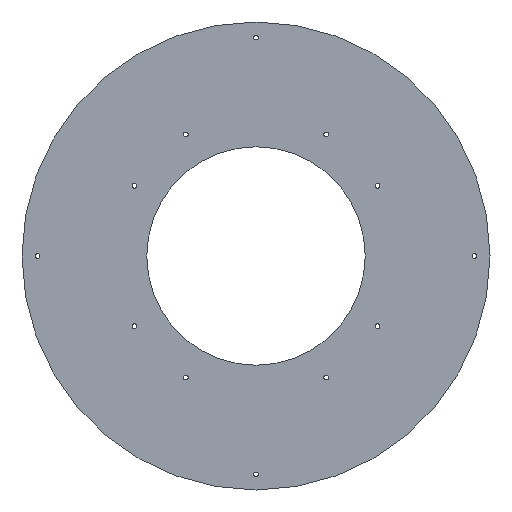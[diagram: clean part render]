
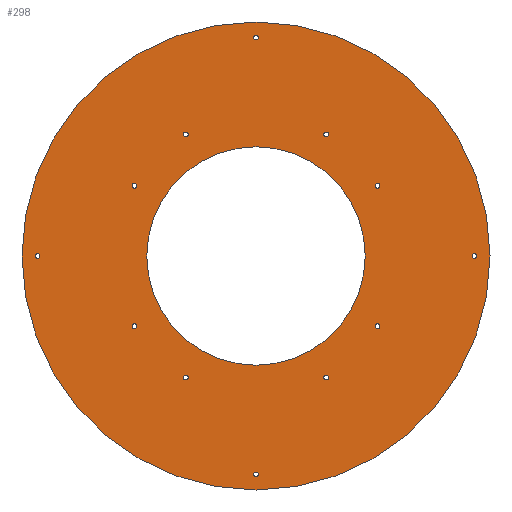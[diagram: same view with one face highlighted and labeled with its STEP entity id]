
A CAD part, front view. The second image highlights one B-rep face of the part: STEP entity #298.
In plain terms, the highlighted planar face has unit normal (0, -1, 0).
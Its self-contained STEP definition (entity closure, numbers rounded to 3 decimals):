
#16=PLANE('',#344);
#44=FACE_BOUND('',#116,.T.);
#45=FACE_BOUND('',#117,.T.);
#46=FACE_BOUND('',#118,.T.);
#47=FACE_BOUND('',#119,.T.);
#48=FACE_BOUND('',#120,.T.);
#49=FACE_BOUND('',#121,.T.);
#50=FACE_BOUND('',#122,.T.);
#51=FACE_BOUND('',#123,.T.);
#52=FACE_BOUND('',#124,.T.);
#53=FACE_BOUND('',#125,.T.);
#54=FACE_BOUND('',#126,.T.);
#55=FACE_BOUND('',#127,.T.);
#56=FACE_BOUND('',#128,.T.);
#72=FACE_OUTER_BOUND('',#115,.T.);
#115=EDGE_LOOP('',(#255));
#116=EDGE_LOOP('',(#256));
#117=EDGE_LOOP('',(#257));
#118=EDGE_LOOP('',(#258));
#119=EDGE_LOOP('',(#259));
#120=EDGE_LOOP('',(#260));
#121=EDGE_LOOP('',(#261));
#122=EDGE_LOOP('',(#262));
#123=EDGE_LOOP('',(#263));
#124=EDGE_LOOP('',(#264));
#125=EDGE_LOOP('',(#265));
#126=EDGE_LOOP('',(#266));
#127=EDGE_LOOP('',(#267));
#128=EDGE_LOOP('',(#268));
#130=CIRCLE('',#303,3.05);
#132=CIRCLE('',#306,3.05);
#134=CIRCLE('',#309,3.05);
#136=CIRCLE('',#312,3.05);
#138=CIRCLE('',#315,3.05);
#140=CIRCLE('',#318,3.05);
#142=CIRCLE('',#321,3.05);
#144=CIRCLE('',#324,3.05);
#146=CIRCLE('',#327,3.05);
#148=CIRCLE('',#330,3.05);
#150=CIRCLE('',#333,3.05);
#152=CIRCLE('',#336,140.);
#154=CIRCLE('',#339,3.05);
#156=CIRCLE('',#342,300.);
#158=VERTEX_POINT('',#439);
#160=VERTEX_POINT('',#444);
#162=VERTEX_POINT('',#449);
#164=VERTEX_POINT('',#454);
#166=VERTEX_POINT('',#459);
#168=VERTEX_POINT('',#464);
#170=VERTEX_POINT('',#469);
#172=VERTEX_POINT('',#474);
#174=VERTEX_POINT('',#479);
#176=VERTEX_POINT('',#484);
#178=VERTEX_POINT('',#489);
#180=VERTEX_POINT('',#494);
#182=VERTEX_POINT('',#499);
#184=VERTEX_POINT('',#504);
#186=EDGE_CURVE('',#158,#158,#130,.T.);
#188=EDGE_CURVE('',#160,#160,#132,.T.);
#190=EDGE_CURVE('',#162,#162,#134,.T.);
#192=EDGE_CURVE('',#164,#164,#136,.T.);
#194=EDGE_CURVE('',#166,#166,#138,.T.);
#196=EDGE_CURVE('',#168,#168,#140,.T.);
#198=EDGE_CURVE('',#170,#170,#142,.T.);
#200=EDGE_CURVE('',#172,#172,#144,.T.);
#202=EDGE_CURVE('',#174,#174,#146,.T.);
#204=EDGE_CURVE('',#176,#176,#148,.T.);
#206=EDGE_CURVE('',#178,#178,#150,.T.);
#208=EDGE_CURVE('',#180,#180,#152,.T.);
#210=EDGE_CURVE('',#182,#182,#154,.T.);
#212=EDGE_CURVE('',#184,#184,#156,.T.);
#255=ORIENTED_EDGE('',*,*,#212,.F.);
#256=ORIENTED_EDGE('',*,*,#210,.F.);
#257=ORIENTED_EDGE('',*,*,#208,.F.);
#258=ORIENTED_EDGE('',*,*,#206,.F.);
#259=ORIENTED_EDGE('',*,*,#204,.F.);
#260=ORIENTED_EDGE('',*,*,#202,.F.);
#261=ORIENTED_EDGE('',*,*,#200,.F.);
#262=ORIENTED_EDGE('',*,*,#198,.F.);
#263=ORIENTED_EDGE('',*,*,#196,.F.);
#264=ORIENTED_EDGE('',*,*,#194,.F.);
#265=ORIENTED_EDGE('',*,*,#192,.F.);
#266=ORIENTED_EDGE('',*,*,#190,.F.);
#267=ORIENTED_EDGE('',*,*,#188,.F.);
#268=ORIENTED_EDGE('',*,*,#186,.F.);
#298=ADVANCED_FACE('',(#72,#44,#45,#46,#47,#48,#49,#50,#51,#52,#53,#54,
#55,#56),#16,.F.);
#303=AXIS2_PLACEMENT_3D('',#440,#351,#352);
#306=AXIS2_PLACEMENT_3D('',#445,#357,#358);
#309=AXIS2_PLACEMENT_3D('',#450,#363,#364);
#312=AXIS2_PLACEMENT_3D('',#455,#369,#370);
#315=AXIS2_PLACEMENT_3D('',#460,#375,#376);
#318=AXIS2_PLACEMENT_3D('',#465,#381,#382);
#321=AXIS2_PLACEMENT_3D('',#470,#387,#388);
#324=AXIS2_PLACEMENT_3D('',#475,#393,#394);
#327=AXIS2_PLACEMENT_3D('',#480,#399,#400);
#330=AXIS2_PLACEMENT_3D('',#485,#405,#406);
#333=AXIS2_PLACEMENT_3D('',#490,#411,#412);
#336=AXIS2_PLACEMENT_3D('',#495,#417,#418);
#339=AXIS2_PLACEMENT_3D('',#500,#423,#424);
#342=AXIS2_PLACEMENT_3D('',#505,#429,#430);
#344=AXIS2_PLACEMENT_3D('',#507,#433,#434);
#351=DIRECTION('center_axis',(0.,-1.,0.));
#352=DIRECTION('ref_axis',(1.,0.,0.));
#357=DIRECTION('center_axis',(0.,-1.,0.));
#358=DIRECTION('ref_axis',(1.,0.,0.));
#363=DIRECTION('center_axis',(0.,-1.,0.));
#364=DIRECTION('ref_axis',(1.,0.,0.));
#369=DIRECTION('center_axis',(0.,-1.,0.));
#370=DIRECTION('ref_axis',(1.,0.,0.));
#375=DIRECTION('center_axis',(0.,-1.,0.));
#376=DIRECTION('ref_axis',(1.,0.,0.));
#381=DIRECTION('center_axis',(0.,-1.,0.));
#382=DIRECTION('ref_axis',(1.,0.,0.));
#387=DIRECTION('center_axis',(0.,-1.,0.));
#388=DIRECTION('ref_axis',(1.,0.,0.));
#393=DIRECTION('center_axis',(0.,-1.,0.));
#394=DIRECTION('ref_axis',(1.,0.,0.));
#399=DIRECTION('center_axis',(0.,-1.,0.));
#400=DIRECTION('ref_axis',(1.,0.,0.));
#405=DIRECTION('center_axis',(0.,-1.,0.));
#406=DIRECTION('ref_axis',(1.,0.,0.));
#411=DIRECTION('center_axis',(0.,-1.,0.));
#412=DIRECTION('ref_axis',(1.,0.,0.));
#417=DIRECTION('center_axis',(0.,-1.,0.));
#418=DIRECTION('ref_axis',(1.,0.,0.));
#423=DIRECTION('center_axis',(0.,-1.,0.));
#424=DIRECTION('ref_axis',(1.,0.,0.));
#429=DIRECTION('center_axis',(0.,1.,0.));
#430=DIRECTION('ref_axis',(1.,0.,0.));
#433=DIRECTION('center_axis',(0.,1.,0.));
#434=DIRECTION('ref_axis',(1.,0.,0.));
#439=CARTESIAN_POINT('',(-158.935,0.,-90.));
#440=CARTESIAN_POINT('Origin',(-155.885,0.,-90.));
#444=CARTESIAN_POINT('',(-3.05,0.,280.));
#445=CARTESIAN_POINT('Origin',(0.,0.,280.));
#449=CARTESIAN_POINT('',(152.835,0.,90.));
#450=CARTESIAN_POINT('Origin',(155.885,0.,90.));
#454=CARTESIAN_POINT('',(86.95,0.,155.885));
#455=CARTESIAN_POINT('Origin',(90.,0.,155.885));
#459=CARTESIAN_POINT('',(152.835,0.,-90.));
#460=CARTESIAN_POINT('Origin',(155.885,0.,-90.));
#464=CARTESIAN_POINT('',(-158.935,0.,90.));
#465=CARTESIAN_POINT('Origin',(-155.885,0.,90.));
#469=CARTESIAN_POINT('',(-93.05,0.,155.885));
#470=CARTESIAN_POINT('Origin',(-90.,0.,155.885));
#474=CARTESIAN_POINT('',(86.95,0.,-155.885));
#475=CARTESIAN_POINT('Origin',(90.,0.,-155.885));
#479=CARTESIAN_POINT('',(-3.05,0.,-280.));
#480=CARTESIAN_POINT('Origin',(0.,0.,-280.));
#484=CARTESIAN_POINT('',(-93.05,0.,-155.885));
#485=CARTESIAN_POINT('Origin',(-90.,0.,-155.885));
#489=CARTESIAN_POINT('',(-283.05,0.,0.));
#490=CARTESIAN_POINT('Origin',(-280.,0.,0.));
#494=CARTESIAN_POINT('',(-140.,0.,0.));
#495=CARTESIAN_POINT('Origin',(0.,0.,0.));
#499=CARTESIAN_POINT('',(276.95,0.,0.));
#500=CARTESIAN_POINT('Origin',(280.,0.,0.));
#504=CARTESIAN_POINT('',(-300.,0.,0.));
#505=CARTESIAN_POINT('Origin',(0.,0.,0.));
#507=CARTESIAN_POINT('Origin',(0.,0.,0.));
